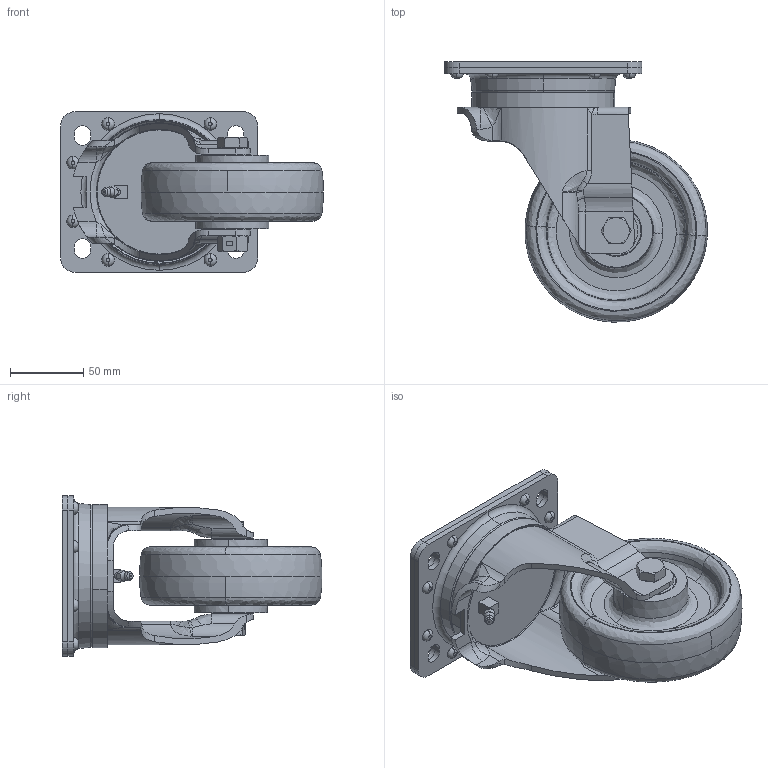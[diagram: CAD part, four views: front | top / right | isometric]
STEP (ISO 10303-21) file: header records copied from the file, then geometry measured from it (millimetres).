
FILE_DESCRIPTION (( 'STEP AP214' ), '1' );
FILE_NAME ('0014550.step', '2025-08-28T13:00:09', ( '' ), ( '' ), 'SwSTEP 2.0', 'SolidWorks 2020', '' );
FILE_SCHEMA (( 'AUTOMOTIVE_DESIGN' ));
Length unit declared in the file: millimetre
Products named in the file (1): 0014550
Bounding box: 179.9 x 177.9 x 110 mm (x, y, z)
Volume: 678700.7 mm3; surface area: 204289 mm2
Topology: 22 solids, 22 shells, 577 faces, 1314 edges, 804 vertices
Faces by surface type: cylinder 206, plane 180, torus 78, bspline 60, cone 48, sphere 5
Entity records: 26279 total; most frequent: CARTESIAN_POINT 6825, DIRECTION 2789, ORIENTED_EDGE 2590, EDGE_CURVE 1295, AXIS2_PLACEMENT_3D 1170, VERTEX_POINT 802, EDGE_LOOP 671, CIRCLE 652
